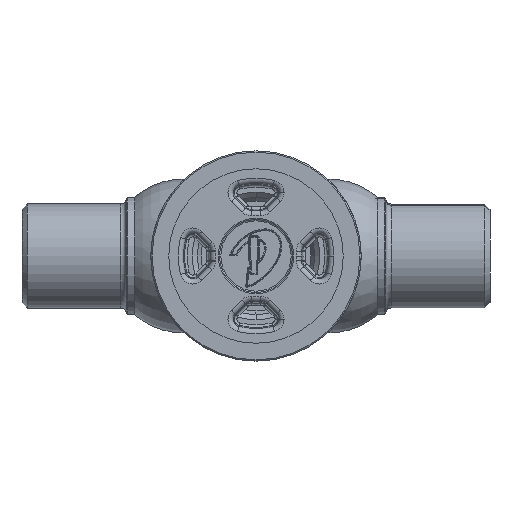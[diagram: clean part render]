
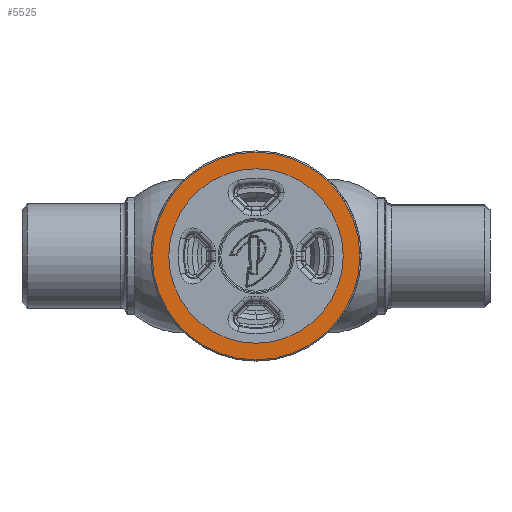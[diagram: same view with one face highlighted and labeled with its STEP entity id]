
A CAD part, front view. The second image highlights one B-rep face of the part: STEP entity #5525.
In plain terms, the highlighted planar face has unit normal (0, -1, 0).
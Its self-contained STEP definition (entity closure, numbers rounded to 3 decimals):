
#330 = AXIS2_PLACEMENT_3D ( 'NONE', #8154, #2869, #1491 ) ;
#787 = DIRECTION ( 'NONE',  ( 0., 1., 0. ) ) ;
#948 = EDGE_CURVE ( 'NONE', #1179, #4984, #4750, .T. ) ;
#1129 = AXIS2_PLACEMENT_3D ( 'NONE', #8748, #2697, #3606 ) ;
#1176 = FACE_OUTER_BOUND ( 'NONE', #5903, .T. ) ;
#1179 = VERTEX_POINT ( 'NONE', #8739 ) ;
#1269 = DIRECTION ( 'NONE',  ( 0., 1., 0. ) ) ;
#1491 = DIRECTION ( 'NONE',  ( 0., 0., 1. ) ) ;
#1560 = CARTESIAN_POINT ( 'NONE',  ( 0., 0., -33.5 ) ) ;
#1966 = CIRCLE ( 'NONE', #7193, 39.9 ) ;
#2064 = EDGE_CURVE ( 'NONE', #4984, #1179, #3461, .T. ) ;
#2697 = DIRECTION ( 'NONE',  ( 0., 1., 0. ) ) ;
#2780 = EDGE_LOOP ( 'NONE', ( #8127, #9414 ) ) ;
#2869 = DIRECTION ( 'NONE',  ( 0., 1., 0. ) ) ;
#3018 = PLANE ( 'NONE',  #5842 ) ;
#3245 = FACE_BOUND ( 'NONE', #2780, .T. ) ;
#3461 = CIRCLE ( 'NONE', #330, 33.5 ) ;
#3509 = ORIENTED_EDGE ( 'NONE', *, *, #9433, .F. ) ;
#3606 = DIRECTION ( 'NONE',  ( 0., 0., 1. ) ) ;
#3790 = DIRECTION ( 'NONE',  ( 0., -1., 0. ) ) ;
#4328 = VERTEX_POINT ( 'NONE', #8121 ) ;
#4388 = CARTESIAN_POINT ( 'NONE',  ( 0., 0., -39.9 ) ) ;
#4750 = CIRCLE ( 'NONE', #1129, 33.5 ) ;
#4984 = VERTEX_POINT ( 'NONE', #1560 ) ;
#5334 = CARTESIAN_POINT ( 'NONE',  ( 0., 0., 0. ) ) ;
#5525 = ADVANCED_FACE ( 'NONE', ( #3245, #1176 ), #3018, .T. ) ;
#5784 = CARTESIAN_POINT ( 'NONE',  ( 0., 0., 0. ) ) ;
#5842 = AXIS2_PLACEMENT_3D ( 'NONE', #6646, #3790, #8825 ) ;
#5903 = EDGE_LOOP ( 'NONE', ( #3509, #7115 ) ) ;
#6057 = DIRECTION ( 'NONE',  ( 0., 0., 1. ) ) ;
#6479 = AXIS2_PLACEMENT_3D ( 'NONE', #5784, #1269, #6501 ) ;
#6501 = DIRECTION ( 'NONE',  ( 0., 0., 1. ) ) ;
#6646 = CARTESIAN_POINT ( 'NONE',  ( -39.9, 0., 0. ) ) ;
#7115 = ORIENTED_EDGE ( 'NONE', *, *, #7603, .F. ) ;
#7193 = AXIS2_PLACEMENT_3D ( 'NONE', #5334, #787, #6057 ) ;
#7247 = CIRCLE ( 'NONE', #6479, 39.9 ) ;
#7603 = EDGE_CURVE ( 'NONE', #8133, #4328, #7247, .T. ) ;
#8121 = CARTESIAN_POINT ( 'NONE',  ( 0., 0., 39.9 ) ) ;
#8127 = ORIENTED_EDGE ( 'NONE', *, *, #948, .T. ) ;
#8133 = VERTEX_POINT ( 'NONE', #4388 ) ;
#8154 = CARTESIAN_POINT ( 'NONE',  ( 0., 0., 0. ) ) ;
#8739 = CARTESIAN_POINT ( 'NONE',  ( 0., 0., 33.5 ) ) ;
#8748 = CARTESIAN_POINT ( 'NONE',  ( 0., 0., 0. ) ) ;
#8825 = DIRECTION ( 'NONE',  ( 0., 0., -1. ) ) ;
#9414 = ORIENTED_EDGE ( 'NONE', *, *, #2064, .T. ) ;
#9433 = EDGE_CURVE ( 'NONE', #4328, #8133, #1966, .T. ) ;
